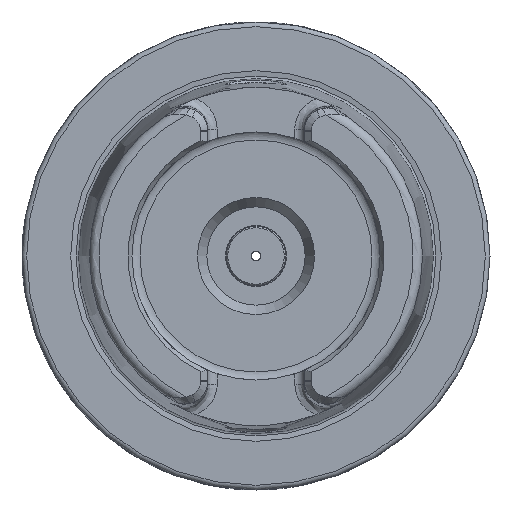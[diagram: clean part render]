
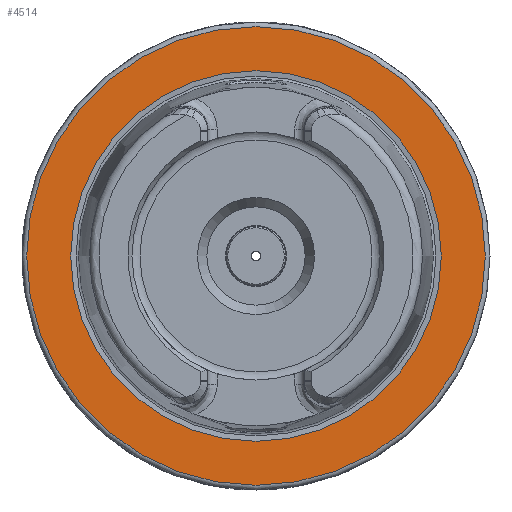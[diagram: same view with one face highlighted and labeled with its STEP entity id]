
A CAD part, left-side view. The second image highlights one B-rep face of the part: STEP entity #4514.
In plain terms, the highlighted planar face has unit normal (-1, 0, 0).
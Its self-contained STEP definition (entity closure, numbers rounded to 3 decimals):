
#364=FACE_BOUND('',#906,.T.);
#443=PLANE('',#4910);
#640=FACE_OUTER_BOUND('',#905,.T.);
#905=EDGE_LOOP('',(#3866,#3867));
#906=EDGE_LOOP('',(#3868,#3869));
#1624=CIRCLE('',#4908,39.587);
#1625=CIRCLE('',#4909,39.587);
#1626=CIRCLE('',#4911,49.);
#1627=CIRCLE('',#4912,49.);
#2068=VERTEX_POINT('',#10693);
#2069=VERTEX_POINT('',#10695);
#2070=VERTEX_POINT('',#10699);
#2071=VERTEX_POINT('',#10700);
#2698=EDGE_CURVE('',#2069,#2068,#1624,.T.);
#2699=EDGE_CURVE('',#2068,#2069,#1625,.T.);
#2700=EDGE_CURVE('',#2070,#2071,#1626,.T.);
#2701=EDGE_CURVE('',#2071,#2070,#1627,.T.);
#3866=ORIENTED_EDGE('',*,*,#2700,.F.);
#3867=ORIENTED_EDGE('',*,*,#2701,.F.);
#3868=ORIENTED_EDGE('',*,*,#2698,.T.);
#3869=ORIENTED_EDGE('',*,*,#2699,.T.);
#4514=ADVANCED_FACE('',(#640,#364),#443,.T.);
#4908=AXIS2_PLACEMENT_3D('',#10696,#5849,#5850);
#4909=AXIS2_PLACEMENT_3D('',#10697,#5851,#5852);
#4910=AXIS2_PLACEMENT_3D('',#10698,#5853,#5854);
#4911=AXIS2_PLACEMENT_3D('',#10701,#5855,#5856);
#4912=AXIS2_PLACEMENT_3D('',#10702,#5857,#5858);
#5849=DIRECTION('center_axis',(1.,0.,0.));
#5850=DIRECTION('ref_axis',(0.,0.,-1.));
#5851=DIRECTION('center_axis',(1.,0.,0.));
#5852=DIRECTION('ref_axis',(0.,0.,-1.));
#5853=DIRECTION('center_axis',(-1.,0.,0.));
#5854=DIRECTION('ref_axis',(0.,0.,1.));
#5855=DIRECTION('center_axis',(1.,0.,0.));
#5856=DIRECTION('ref_axis',(0.,0.,-1.));
#5857=DIRECTION('center_axis',(1.,0.,0.));
#5858=DIRECTION('ref_axis',(0.,0.,-1.));
#10693=CARTESIAN_POINT('',(0.,-39.587,0.));
#10695=CARTESIAN_POINT('',(0.,39.587,0.));
#10696=CARTESIAN_POINT('Origin',(0.,0.,0.));
#10697=CARTESIAN_POINT('Origin',(0.,0.,0.));
#10698=CARTESIAN_POINT('Origin',(0.,49.,
0.));
#10699=CARTESIAN_POINT('',(0.,49.,0.));
#10700=CARTESIAN_POINT('',(0.,0.,
49.));
#10701=CARTESIAN_POINT('Origin',(0.,0.,0.));
#10702=CARTESIAN_POINT('Origin',(0.,0.,0.));
